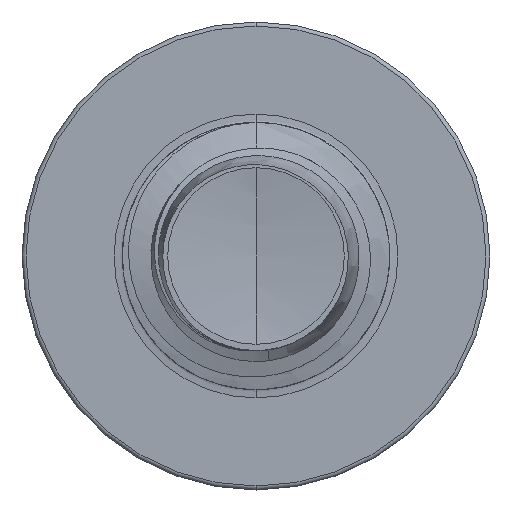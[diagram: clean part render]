
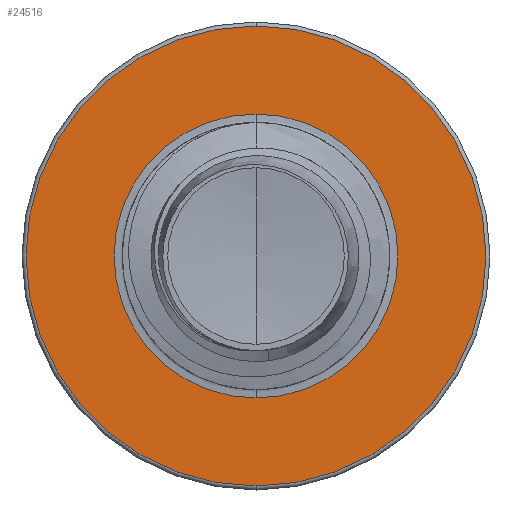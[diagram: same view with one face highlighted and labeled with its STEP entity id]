
A CAD part, front view. The second image highlights one B-rep face of the part: STEP entity #24516.
In plain terms, the highlighted planar face has unit normal (0, -1, 0).
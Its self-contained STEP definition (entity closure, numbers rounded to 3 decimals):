
#1555 = CIRCLE ( 'NONE', #22843, 5.16 ) ;
#3942 = ORIENTED_EDGE ( 'NONE', *, *, #26554, .F. ) ;
#4095 = DIRECTION ( 'NONE',  ( 0., 1., 0. ) ) ;
#6309 = AXIS2_PLACEMENT_3D ( 'NONE', #33255, #30511, #13410 ) ;
#7915 = ORIENTED_EDGE ( 'NONE', *, *, #22867, .F. ) ;
#9067 = DIRECTION ( 'NONE',  ( 0., 1., 0. ) ) ;
#9533 = DIRECTION ( 'NONE',  ( 0., 1., 0. ) ) ;
#10515 = PLANE ( 'NONE',  #6309 ) ;
#11116 = EDGE_CURVE ( 'NONE', #15973, #35525, #36967, .T. ) ;
#11343 = EDGE_LOOP ( 'NONE', ( #29656, #16688 ) ) ;
#12338 = CARTESIAN_POINT ( 'NONE',  ( 0., 19., 3.186 ) ) ;
#12932 = AXIS2_PLACEMENT_3D ( 'NONE', #26667, #9533, #29525 ) ;
#13410 = DIRECTION ( 'NONE',  ( 0., 0., 1. ) ) ;
#14579 = DIRECTION ( 'NONE',  ( 0., 1., 0. ) ) ;
#15941 = EDGE_CURVE ( 'NONE', #35525, #15973, #26701, .T. ) ;
#15973 = VERTEX_POINT ( 'NONE', #23330 ) ;
#16688 = ORIENTED_EDGE ( 'NONE', *, *, #11116, .T. ) ;
#17588 = CARTESIAN_POINT ( 'NONE',  ( 0., 19., 5.16 ) ) ;
#18138 = FACE_BOUND ( 'NONE', #11343, .T. ) ;
#21222 = CARTESIAN_POINT ( 'NONE',  ( 0., 19., 0. ) ) ;
#22264 = CARTESIAN_POINT ( 'NONE',  ( 0., 19., -5.16 ) ) ;
#22843 = AXIS2_PLACEMENT_3D ( 'NONE', #31682, #14579, #34536 ) ;
#22867 = EDGE_CURVE ( 'NONE', #29772, #30601, #30213, .T. ) ;
#23330 = CARTESIAN_POINT ( 'NONE',  ( 0., 19., -3.186 ) ) ;
#23950 = FACE_OUTER_BOUND ( 'NONE', #30210, .T. ) ;
#24107 = DIRECTION ( 'NONE',  ( 0., 0., 1. ) ) ;
#24516 = ADVANCED_FACE ( 'NONE', ( #23950, #18138 ), #10515, .F. ) ;
#26198 = CARTESIAN_POINT ( 'NONE',  ( 0., 19., 0. ) ) ;
#26554 = EDGE_CURVE ( 'NONE', #30601, #29772, #1555, .T. ) ;
#26667 = CARTESIAN_POINT ( 'NONE',  ( 0., 19., 0. ) ) ;
#26701 = CIRCLE ( 'NONE', #27887, 3.186 ) ;
#27887 = AXIS2_PLACEMENT_3D ( 'NONE', #26198, #9067, #29050 ) ;
#29050 = DIRECTION ( 'NONE',  ( 0., 0., 1. ) ) ;
#29525 = DIRECTION ( 'NONE',  ( 0., 0., 1. ) ) ;
#29656 = ORIENTED_EDGE ( 'NONE', *, *, #15941, .T. ) ;
#29772 = VERTEX_POINT ( 'NONE', #22264 ) ;
#30210 = EDGE_LOOP ( 'NONE', ( #3942, #7915 ) ) ;
#30213 = CIRCLE ( 'NONE', #36445, 5.16 ) ;
#30511 = DIRECTION ( 'NONE',  ( 0., 1., 0. ) ) ;
#30601 = VERTEX_POINT ( 'NONE', #17588 ) ;
#31682 = CARTESIAN_POINT ( 'NONE',  ( 0., 19., 0. ) ) ;
#33255 = CARTESIAN_POINT ( 'NONE',  ( 0., 19., -3.186 ) ) ;
#34536 = DIRECTION ( 'NONE',  ( 0., 0., 1. ) ) ;
#35525 = VERTEX_POINT ( 'NONE', #12338 ) ;
#36445 = AXIS2_PLACEMENT_3D ( 'NONE', #21222, #4095, #24107 ) ;
#36967 = CIRCLE ( 'NONE', #12932, 3.186 ) ;
